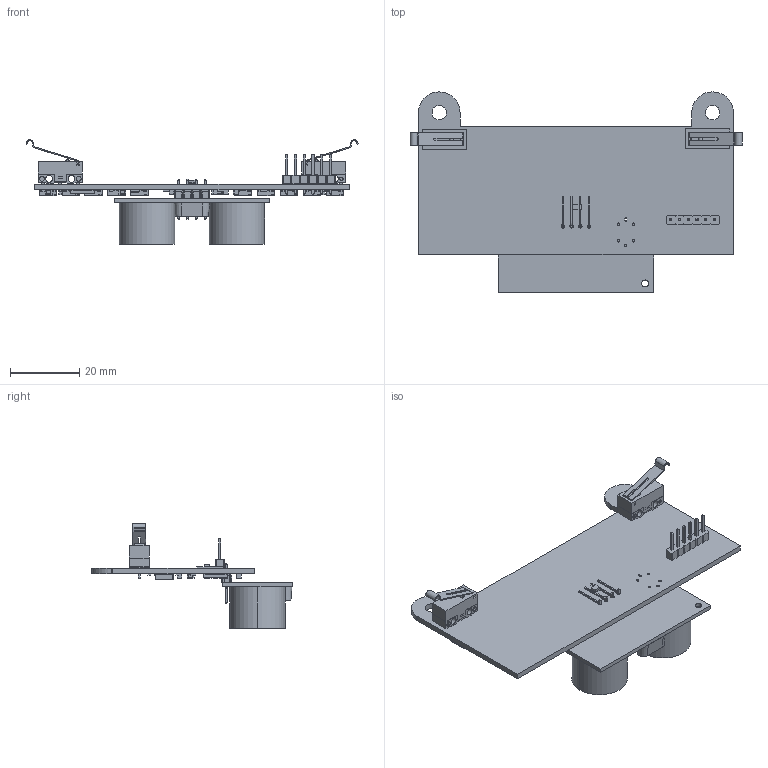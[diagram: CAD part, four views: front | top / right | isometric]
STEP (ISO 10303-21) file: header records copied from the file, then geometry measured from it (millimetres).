
FILE_DESCRIPTION(('KiCad electronic assembly'),'2;1');
FILE_NAME('monorail-bumper-pcb.step','2025-06-13T00:47:59',('Pcbnew'),( 'Kicad'),'Open CASCADE STEP processor 7.8','KiCad to STEP converter' ,'Unknown');
FILE_SCHEMA(('AUTOMOTIVE_DESIGN { 1 0 10303 214 1 1 1 1 }'));
Length unit declared in the file: millimetre
Products named in the file (24): monorail-bumper-pcb 1; SW_XKB_DM1-16UP-1; XKB_DM1-WXYZ-P; PinHeader_1x06_P2.54mm_Vertical; PinHeader_1x06_P254mm_Vertical; LED_1206_3216Metric; LED_SK6812_PLCC4_5.0x5.0mm_P3.2mm; LED_SK6812_PLCC4_50x50mm_P32mm; Crystal_SMD_3225-4Pin_3.2x2.5mm; R_0603_1608Metric; C_0805_2012Metric; QFN-56-1EP_7x7mm_P0.4mm_EP3.2x3.2mm; QFN_56_1EP_7x7mm_P04mm_EP32x32mm; ST_VL53L1x; PinHeader_1x04_P2.54mm_Vertical; PinHeader_1x04_P254mm_Vertical; HC-SR04; monorail-bumper-pcb_PCB
Assembly tree (57 placements, depth 3):
  monorail-bumper-pcb 1
    SW_XKB_DM1-16UP-1  x2
      XKB_DM1-WXYZ-P
    PinHeader_1x06_P2.54mm_Vertical
      PinHeader_1x06_P254mm_Vertical
    LED_1206_3216Metric
      LED_1206_3216Metric
    LED_SK6812_PLCC4_5.0x5.0mm_P3.2mm  x10
      LED_SK6812_PLCC4_50x50mm_P32mm
    Crystal_SMD_3225-4Pin_3.2x2.5mm
      Crystal_SMD_3225-4Pin_3.2x2.5mm
    R_0603_1608Metric  x12
      R_0603_1608Metric
    C_0805_2012Metric  x14
      C_0805_2012Metric
    QFN-56-1EP_7x7mm_P0.4mm_EP3.2x3.2mm
      QFN_56_1EP_7x7mm_P04mm_EP32x32mm
    ST_VL53L1x
      ST_VL53L1x
    PinHeader_1x04_P2.54mm_Vertical
      PinHeader_1x04_P254mm_Vertical
    HC-SR04
      HC-SR04
    monorail-bumper-pcb_PCB
Bounding box: 95.97 x 57.86 x 30.25 mm (x, y, z)
Volume: 10872.8 mm3; surface area: 18569.6 mm2
Topology: 89 solids, 89 shells, 5460 faces, 15523 edges, 10274 vertices
Faces by surface type: plane 4677, cylinder 762, cone 17, revolution 4
Full cylindrical faces by diameter (mm): 0.4 x1, 0.5 x2, 0.66 x1, 0.7 x5, 0.85 x1, 1 x12, 1.1 x6, 1.4 x6, 2 x4, 3.333 x10, 4.2 x2
Entity records: 135708 total; most frequent: CARTESIAN_POINT 23160, ORIENTED_EDGE 22944, DIRECTION 20188, EDGE_CURVE 11472, LINE 10852, VECTOR 10852, VERTEX_POINT 7610, FACE_BOUND 5148
